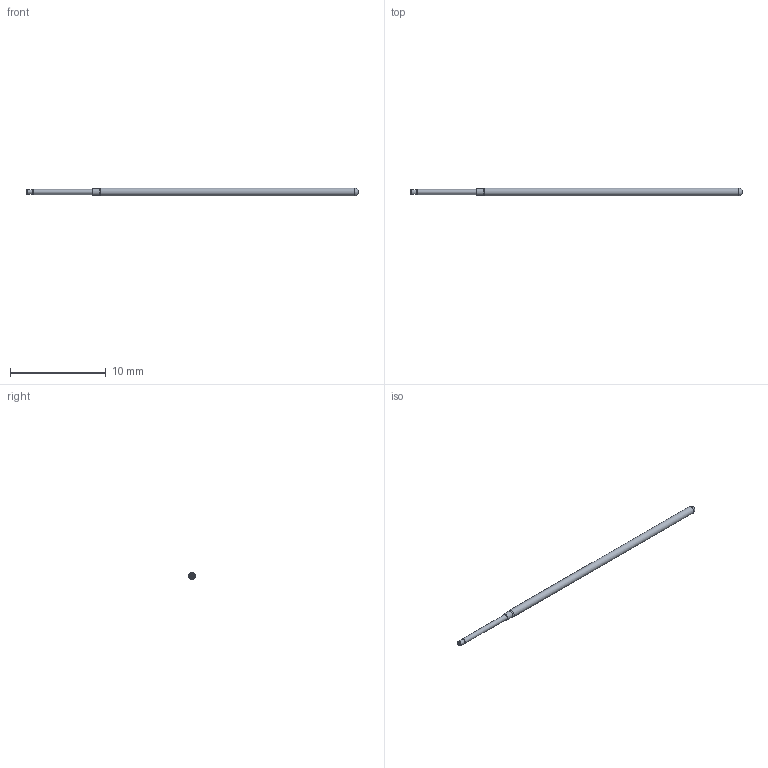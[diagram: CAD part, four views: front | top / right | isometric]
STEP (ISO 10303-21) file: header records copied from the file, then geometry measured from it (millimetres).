
FILE_DESCRIPTION (( 'STEP AP214' ), '1' );
FILE_NAME ('050-PTP2579_.STEP', '2017-10-17T19:56:23', ( '' ), ( '' ), 'SwSTEP 2.0', 'SolidWorks 2017', '' );
FILE_SCHEMA (( 'AUTOMOTIVE_DESIGN' ));
Length unit declared in the file: inch
Products named in the file (1): 050-PTP2579_
Bounding box: 34.59 x 0.78 x 0.78 mm (x, y, z)
Volume: 14.7 mm3; surface area: 79.9 mm2
Topology: 1 solids, 1 shells, 112 faces, 263 edges, 154 vertices
Faces by surface type: plane 75, bspline 30, cylinder 3, cone 3, torus 1
Full cylindrical faces by diameter (mm): 0.533 x1, 0.711 x1, 0.782 x1
Entity records: 5796 total; most frequent: CARTESIAN_POINT 2067, ORIENTED_EDGE 508, DIRECTION 362, EDGE_CURVE 254, LINE 180, VECTOR 180, VERTEX_POINT 152, EDGE_LOOP 120
